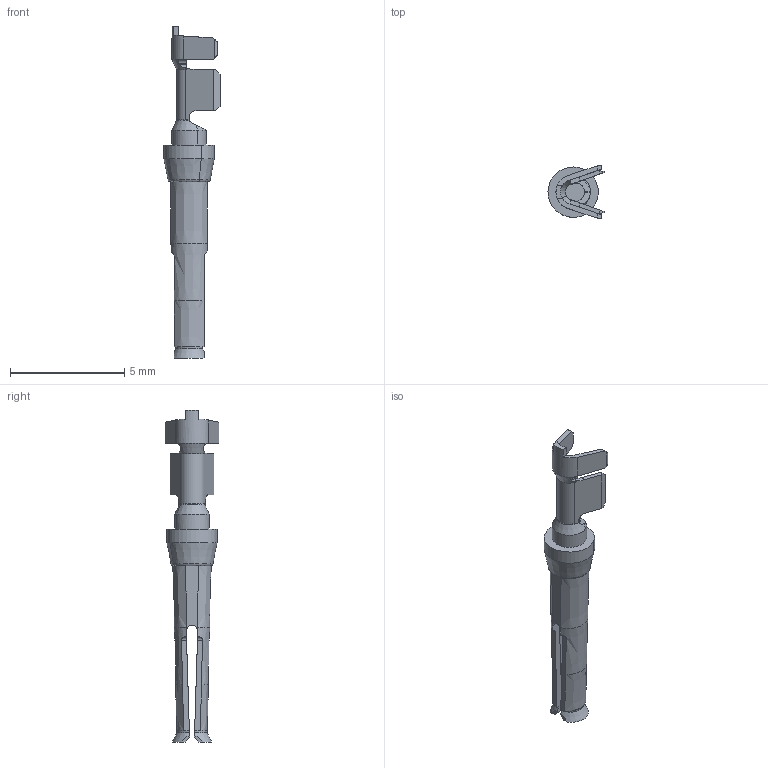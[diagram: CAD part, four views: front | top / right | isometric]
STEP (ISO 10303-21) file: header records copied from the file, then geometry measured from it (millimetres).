
FILE_DESCRIPTION(('CATIA V5 STEP Exchange','CAx-IF Rec.Pracs.--- Model Styling and Organization---1.2---2011-12-15'),'2;1');
FILE_NAME ('018591-3_1', '2018-08-24T16:45:01+00:00', ('none'), ('Weidmueller'), 'CATIA Version 5-6 Release 2014', 'CATIA V5 STEP AP214', 'none');
FILE_SCHEMA(('AUTOMOTIVE_DESIGN { 1 0 10303 214 1 1 1 1 }'));
Length unit declared in the file: millimetre
Products named in the file (1): 1682450000
Bounding box: 2.45 x 2.35 x 14.5 mm (x, y, z)
Volume: 17 mm3; surface area: 116 mm2
Topology: 2 solids, 2 shells, 179 faces, 526 edges, 350 vertices
Faces by surface type: plane 90, cylinder 40, cone 33, bspline 6, sphere 4, extrusion 4, torus 2
Entity records: 6292 total; most frequent: CARTESIAN_POINT 2202, ORIENTED_EDGE 1048, DIRECTION 529, EDGE_CURVE 524, VERTEX_POINT 350, VECTOR 236, LINE 232, AXIS2_PLACEMENT_3D 197
